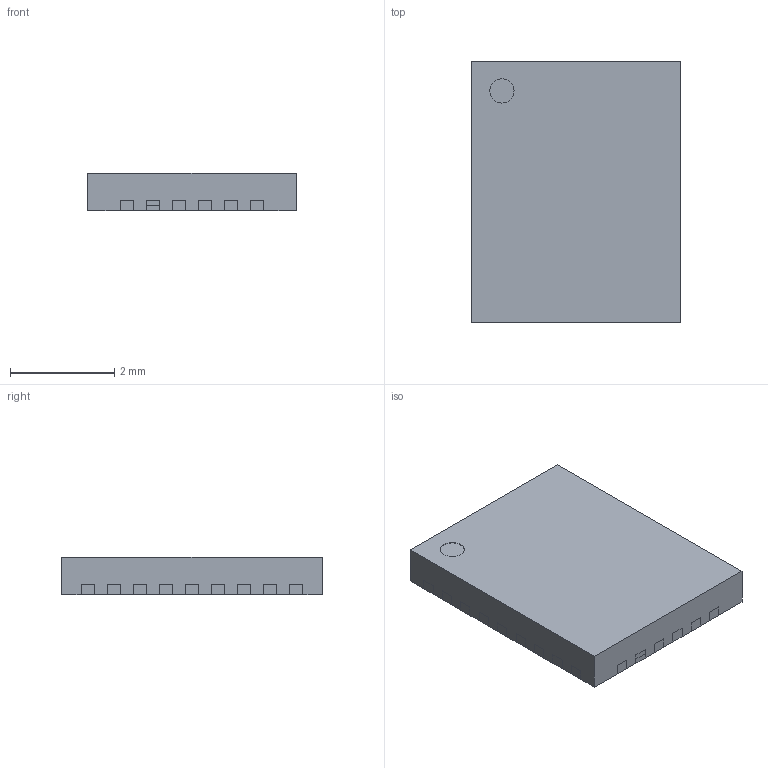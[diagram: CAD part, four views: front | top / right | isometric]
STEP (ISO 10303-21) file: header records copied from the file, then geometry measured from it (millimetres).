
FILE_DESCRIPTION (( 'STEP AP214' ), '1' );
FILE_NAME ('MP2651GVT.STEP', '2022-10-17T08:21:32', ( '' ), ( '' ), 'SwSTEP 2.0', 'SolidWorks 2017', '' );
FILE_SCHEMA (( 'AUTOMOTIVE_DESIGN' ));
Length unit declared in the file: millimetre
Products named in the file (1): MP2651GVT
Bounding box: 4 x 5 x 0.73 mm (x, y, z)
Volume: 14.5 mm3; surface area: 110.8 mm2
Topology: 28 solids, 28 shells, 1647 faces, 4372 edges, 2864 vertices
Faces by surface type: plane 1113, cylinder 534
Entity records: 51693 total; most frequent: DIRECTION 8890, CARTESIAN_POINT 8884, ORIENTED_EDGE 8744, EDGE_CURVE 4372, LINE 3150, VECTOR 3150, AXIS2_PLACEMENT_3D 2870, VERTEX_POINT 2864
